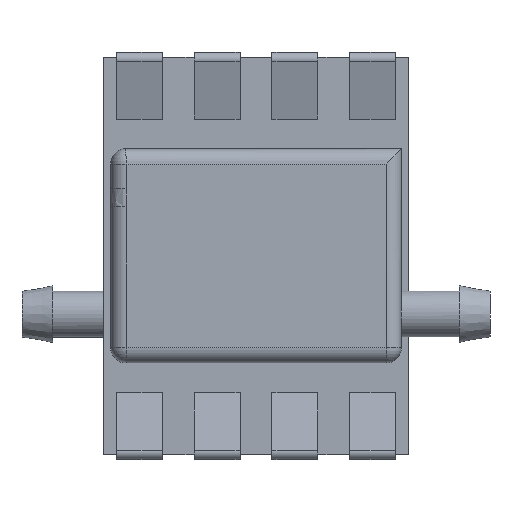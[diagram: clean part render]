
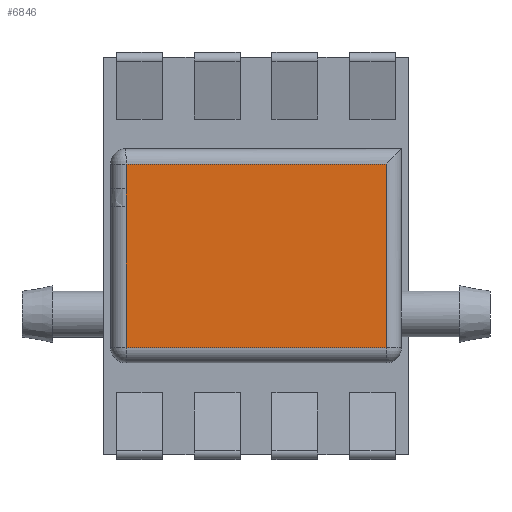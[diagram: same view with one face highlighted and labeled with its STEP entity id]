
A CAD part, top view. The second image highlights one B-rep face of the part: STEP entity #6846.
In plain terms, the highlighted planar face has unit normal (0, 0, 1).
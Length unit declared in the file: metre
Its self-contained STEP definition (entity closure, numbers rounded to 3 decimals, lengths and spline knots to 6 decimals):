
#47=LINE('',#9900,#800);
#49=LINE('',#9908,#802);
#51=LINE('',#9916,#804);
#53=LINE('',#9958,#806);
#55=LINE('',#9965,#808);
#800=VECTOR('',#7957,1.);
#802=VECTOR('',#7969,1.);
#804=VECTOR('',#7979,1.);
#806=VECTOR('',#7993,1.);
#808=VECTOR('',#8003,1.);
#1544=B_SPLINE_CURVE_WITH_KNOTS('',3,(#9947,#9948,#9949,#9950,#9951,#9952),
 .UNSPECIFIED.,.F.,.F.,(4,2,4),(0.,0.000294,0.000588),
 .UNSPECIFIED.);
#3239=ORIENTED_EDGE('',*,*,#3697,.T.);
#3240=ORIENTED_EDGE('',*,*,#3692,.T.);
#3241=ORIENTED_EDGE('',*,*,#3701,.T.);
#3242=ORIENTED_EDGE('',*,*,#3705,.T.);
#3243=ORIENTED_EDGE('',*,*,#3712,.T.);
#3244=ORIENTED_EDGE('',*,*,#3708,.T.);
#3692=EDGE_CURVE('',#4686,#4688,#47,.T.);
#3697=EDGE_CURVE('',#4689,#4686,#49,.T.);
#3701=EDGE_CURVE('',#4688,#4691,#51,.T.);
#3705=EDGE_CURVE('',#4691,#4693,#1544,.T.);
#3708=EDGE_CURVE('',#4694,#4689,#53,.T.);
#3712=EDGE_CURVE('',#4693,#4694,#55,.T.);
#4686=VERTEX_POINT('',#9895);
#4688=VERTEX_POINT('',#9899);
#4689=VERTEX_POINT('',#9906);
#4691=VERTEX_POINT('',#9915);
#4693=VERTEX_POINT('',#9946);
#4694=VERTEX_POINT('',#9955);
#5839=EDGE_LOOP('',(#3239,#3240,#3241,#3242,#3243,#3244));
#6206=FACE_BOUND('',#5839,.T.);
#6465=PLANE('',#7816);
#6846=ADVANCED_FACE('',(#6206),#6465,.T.);
#7816=AXIS2_PLACEMENT_3D('',#11741,#9601,#9602);
#7957=DIRECTION('',(-1.,0.,0.));
#7969=DIRECTION('',(0.,1.,0.));
#7979=DIRECTION('',(0.,-1.,0.));
#7993=DIRECTION('',(1.,0.,0.));
#8003=DIRECTION('',(0.,-1.,0.));
#9601=DIRECTION('',(0.,0.,1.));
#9602=DIRECTION('',(1.,0.,0.));
#9895=CARTESIAN_POINT('',(0.00425,0.003,0.00308));
#9899=CARTESIAN_POINT('',(-0.00425,0.003,0.00308));
#9900=CARTESIAN_POINT('',(0.,0.003,0.00308));
#9906=CARTESIAN_POINT('',(0.00425,-0.003,0.00308));
#9908=CARTESIAN_POINT('',(0.00425,0.,0.00308));
#9915=CARTESIAN_POINT('',(-0.00425,0.002194,0.00308));
#9916=CARTESIAN_POINT('',(-0.00425,0.,0.00308));
#9946=CARTESIAN_POINT('',(-0.00425,0.001606,0.00308));
#9947=CARTESIAN_POINT('',(-0.00425,0.002194,0.00308));
#9948=CARTESIAN_POINT('',(-0.00425,0.002096,0.00308));
#9949=CARTESIAN_POINT('',(-0.004254,0.001998,0.00308));
#9950=CARTESIAN_POINT('',(-0.004254,0.001802,0.00308));
#9951=CARTESIAN_POINT('',(-0.00425,0.001704,0.00308));
#9952=CARTESIAN_POINT('',(-0.00425,0.001606,0.00308));
#9955=CARTESIAN_POINT('',(-0.00425,-0.003,0.00308));
#9958=CARTESIAN_POINT('',(0.,-0.003,0.00308));
#9965=CARTESIAN_POINT('',(-0.00425,0.,0.00308));
#11741=CARTESIAN_POINT('',(0.,0.,0.00308));
